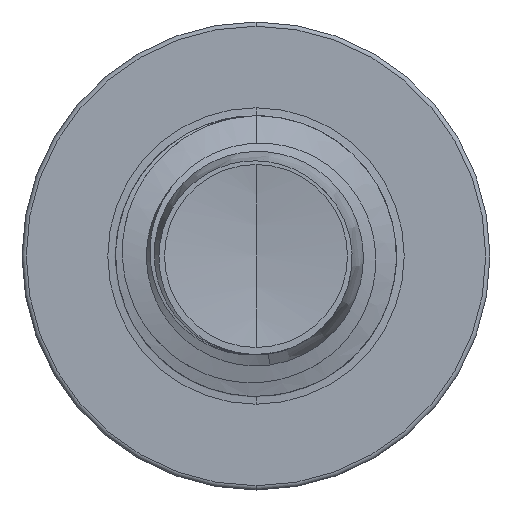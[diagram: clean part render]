
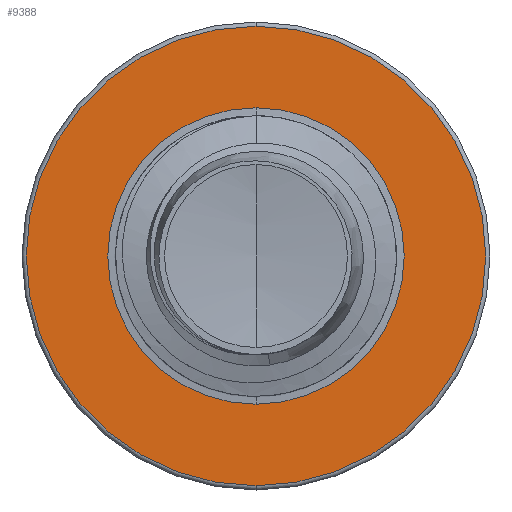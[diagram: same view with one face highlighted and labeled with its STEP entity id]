
A CAD part, front view. The second image highlights one B-rep face of the part: STEP entity #9388.
In plain terms, the highlighted planar face has unit normal (0, -1, 0).
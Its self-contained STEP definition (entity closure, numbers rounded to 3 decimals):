
#181 = VERTEX_POINT ( 'NONE', #9744 ) ;
#1229 = CIRCLE ( 'NONE', #5227, 2.375 ) ;
#1541 = FACE_OUTER_BOUND ( 'NONE', #2698, .T. ) ;
#1917 = CARTESIAN_POINT ( 'NONE',  ( 0., 10., -2.375 ) ) ;
#1963 = CARTESIAN_POINT ( 'NONE',  ( 0., 10., 0. ) ) ;
#2097 = ORIENTED_EDGE ( 'NONE', *, *, #17323, .T. ) ;
#2404 = VERTEX_POINT ( 'NONE', #6978 ) ;
#2698 = EDGE_LOOP ( 'NONE', ( #13363, #3997 ) ) ;
#3065 = AXIS2_PLACEMENT_3D ( 'NONE', #1963, #14432, #3889 ) ;
#3263 = AXIS2_PLACEMENT_3D ( 'NONE', #17641, #7602, #19183 ) ;
#3359 = CARTESIAN_POINT ( 'NONE',  ( 0., 10., 0. ) ) ;
#3889 = DIRECTION ( 'NONE',  ( 0., 0., 1. ) ) ;
#3997 = ORIENTED_EDGE ( 'NONE', *, *, #19094, .F. ) ;
#4284 = CARTESIAN_POINT ( 'NONE',  ( 0., 10., -3.682 ) ) ;
#5227 = AXIS2_PLACEMENT_3D ( 'NONE', #16989, #6793, #18529 ) ;
#5240 = DIRECTION ( 'NONE',  ( 0., 0., 1. ) ) ;
#6512 = CIRCLE ( 'NONE', #3263, 3.683 ) ;
#6793 = DIRECTION ( 'NONE',  ( 0., 1., 0. ) ) ;
#6978 = CARTESIAN_POINT ( 'NONE',  ( 0., 10., 2.375 ) ) ;
#7166 = AXIS2_PLACEMENT_3D ( 'NONE', #3359, #15610, #5240 ) ;
#7558 = DIRECTION ( 'NONE',  ( 0., 1., 0. ) ) ;
#7602 = DIRECTION ( 'NONE',  ( 0., 1., 0. ) ) ;
#8222 = CARTESIAN_POINT ( 'NONE',  ( 0., 10., 3.683 ) ) ;
#9388 = ADVANCED_FACE ( 'NONE', ( #1541, #15154 ), #20770, .F. ) ;
#9744 = CARTESIAN_POINT ( 'NONE',  ( 0., 10., -2.375 ) ) ;
#10393 = VERTEX_POINT ( 'NONE', #8222 ) ;
#10733 = CIRCLE ( 'NONE', #3065, 2.375 ) ;
#11605 = AXIS2_PLACEMENT_3D ( 'NONE', #1917, #7558, #22461 ) ;
#13363 = ORIENTED_EDGE ( 'NONE', *, *, #16365, .F. ) ;
#13441 = ORIENTED_EDGE ( 'NONE', *, *, #19064, .T. ) ;
#14432 = DIRECTION ( 'NONE',  ( 0., 1., 0. ) ) ;
#15154 = FACE_BOUND ( 'NONE', #19889, .T. ) ;
#15610 = DIRECTION ( 'NONE',  ( 0., 1., 0. ) ) ;
#16365 = EDGE_CURVE ( 'NONE', #10393, #18645, #17883, .T. ) ;
#16989 = CARTESIAN_POINT ( 'NONE',  ( 0., 10., 0. ) ) ;
#17323 = EDGE_CURVE ( 'NONE', #181, #2404, #1229, .T. ) ;
#17641 = CARTESIAN_POINT ( 'NONE',  ( 0., 10., 0. ) ) ;
#17883 = CIRCLE ( 'NONE', #7166, 3.683 ) ;
#18529 = DIRECTION ( 'NONE',  ( 0., 0., 1. ) ) ;
#18645 = VERTEX_POINT ( 'NONE', #4284 ) ;
#19064 = EDGE_CURVE ( 'NONE', #2404, #181, #10733, .T. ) ;
#19094 = EDGE_CURVE ( 'NONE', #18645, #10393, #6512, .T. ) ;
#19183 = DIRECTION ( 'NONE',  ( 0., 0., 1. ) ) ;
#19889 = EDGE_LOOP ( 'NONE', ( #13441, #2097 ) ) ;
#20770 = PLANE ( 'NONE',  #11605 ) ;
#22461 = DIRECTION ( 'NONE',  ( 0., 0., 1. ) ) ;
